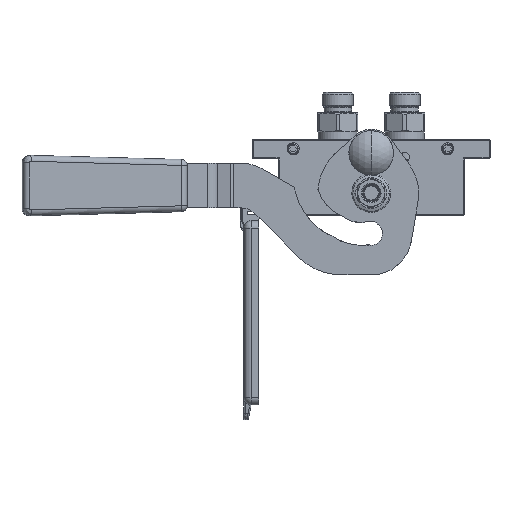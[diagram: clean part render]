
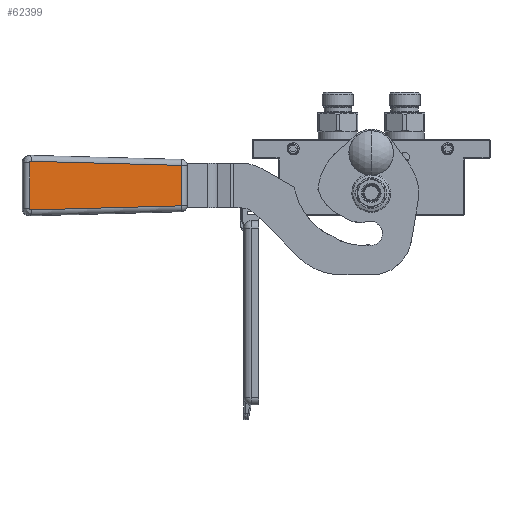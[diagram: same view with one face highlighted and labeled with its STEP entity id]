
A CAD part, front view. The second image highlights one B-rep face of the part: STEP entity #62399.
In plain terms, the highlighted face is planar.
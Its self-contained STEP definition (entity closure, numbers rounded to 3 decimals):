
#3770 = VERTEX_POINT ( 'NONE', #5994 ) ;
#5227 = EDGE_CURVE ( 'NONE', #19400, #56685, #17873, .T. ) ;
#5510 = CARTESIAN_POINT ( 'NONE',  ( -16.355, 15.934, -4.882 ) ) ;
#5994 = CARTESIAN_POINT ( 'NONE',  ( -13.607, 14.553, -107.054 ) ) ;
#7656 = VERTEX_POINT ( 'NONE', #86481 ) ;
#11686 = VERTEX_POINT ( 'NONE', #84939 ) ;
#12526 = CARTESIAN_POINT ( 'NONE',  ( -13.607, 14.553, -107.054 ) ) ;
#16759 = DIRECTION ( 'NONE',  ( 0.027, 0.014, 1. ) ) ;
#17518 = CARTESIAN_POINT ( 'NONE',  ( 50., 16., 0. ) ) ;
#17873 = B_SPLINE_CURVE_WITH_KNOTS ( 'NONE', 3,
 ( #63314, #33599, #48959, #85796, #41112, #64897, #35193, #79881, #5510, #20118, #72375 ),
 .UNSPECIFIED., .F., .F.,
 ( 4, 1, 1, 1, 1, 1, 1, 1, 4 ),
 ( 0., 0.125, 0.25, 0.375, 0.5, 0.625, 0.75, 0.875, 1. ),
 .UNSPECIFIED. ) ;
#18661 = EDGE_CURVE ( 'NONE', #7656, #11686, #74735, .T. ) ;
#19400 = VERTEX_POINT ( 'NONE', #26048 ) ;
#20118 = CARTESIAN_POINT ( 'NONE',  ( -16.364, 15.932, -5.014 ) ) ;
#20310 = CARTESIAN_POINT ( 'NONE',  ( 15.931, 15.943, -4.223 ) ) ;
#20525 = CARTESIAN_POINT ( 'NONE',  ( -16.363, 15.931, -5.081 ) ) ;
#22255 = CARTESIAN_POINT ( 'NONE',  ( 15.363, 15.945, -4.054 ) ) ;
#26048 = CARTESIAN_POINT ( 'NONE',  ( -15.363, 15.945, -4.054 ) ) ;
#33162 = B_SPLINE_CURVE_WITH_KNOTS ( 'NONE', 3,
 ( #41932, #86943, #44202, #87250, #50078, #96748, #20310, #52042, #96418, #59531, #22255 ),
 .UNSPECIFIED., .F., .F.,
 ( 4, 1, 1, 1, 1, 1, 1, 1, 4 ),
 ( 0., 0.125, 0.25, 0.375, 0.5, 0.625, 0.75, 0.875, 1. ),
 .UNSPECIFIED. ) ;
#33599 = CARTESIAN_POINT ( 'NONE',  ( -15.43, 15.945, -4.054 ) ) ;
#35193 = CARTESIAN_POINT ( 'NONE',  ( -16.209, 15.939, -4.509 ) ) ;
#37248 = CARTESIAN_POINT ( 'NONE',  ( 15.363, 15.945, -4.054 ) ) ;
#39995 = EDGE_CURVE ( 'NONE', #11686, #53323, #33162, .T. ) ;
#41112 = CARTESIAN_POINT ( 'NONE',  ( -15.931, 15.943, -4.223 ) ) ;
#41932 = CARTESIAN_POINT ( 'NONE',  ( 16.363, 15.931, -5.081 ) ) ;
#42622 = ORIENTED_EDGE ( 'NONE', *, *, #5227, .F. ) ;
#44202 = CARTESIAN_POINT ( 'NONE',  ( 16.355, 15.934, -4.882 ) ) ;
#46657 = LINE ( 'NONE', #20525, #80478 ) ;
#48959 = CARTESIAN_POINT ( 'NONE',  ( -15.562, 15.945, -4.067 ) ) ;
#50078 = CARTESIAN_POINT ( 'NONE',  ( 16.209, 15.939, -4.509 ) ) ;
#50361 = EDGE_LOOP ( 'NONE', ( #57758, #70921, #42622, #69475, #68987, #58093 ) ) ;
#52042 = CARTESIAN_POINT ( 'NONE',  ( 15.754, 15.944, -4.127 ) ) ;
#53323 = VERTEX_POINT ( 'NONE', #88607 ) ;
#53810 = DIRECTION ( 'NONE',  ( 0., -0.014, -1. ) ) ;
#56685 = VERTEX_POINT ( 'NONE', #67928 ) ;
#56890 = LINE ( 'NONE', #12526, #94283 ) ;
#57758 = ORIENTED_EDGE ( 'NONE', *, *, #63653, .F. ) ;
#57930 = AXIS2_PLACEMENT_3D ( 'NONE', #17518, #69088, #53810 ) ;
#58093 = ORIENTED_EDGE ( 'NONE', *, *, #18661, .F. ) ;
#59531 = CARTESIAN_POINT ( 'NONE',  ( 15.43, 15.945, -4.054 ) ) ;
#61613 = PLANE ( 'NONE',  #57930 ) ;
#61936 = VECTOR ( 'NONE', #16759, 1000. ) ;
#62399 = ADVANCED_FACE ( 'NONE', ( #65893 ), #61613, .F. ) ;
#63298 = VECTOR ( 'NONE', #65998, 1000. ) ;
#63314 = CARTESIAN_POINT ( 'NONE',  ( -15.363, 15.945, -4.054 ) ) ;
#63653 = EDGE_CURVE ( 'NONE', #3770, #7656, #56890, .T. ) ;
#64897 = CARTESIAN_POINT ( 'NONE',  ( -16.084, 15.941, -4.352 ) ) ;
#65893 = FACE_OUTER_BOUND ( 'NONE', #50361, .T. ) ;
#65998 = DIRECTION ( 'NONE',  ( -1., 0., 0. ) ) ;
#67928 = CARTESIAN_POINT ( 'NONE',  ( -16.363, 15.931, -5.081 ) ) ;
#68987 = ORIENTED_EDGE ( 'NONE', *, *, #39995, .F. ) ;
#69088 = DIRECTION ( 'NONE',  ( 0., -1., 0.014 ) ) ;
#69475 = ORIENTED_EDGE ( 'NONE', *, *, #75298, .F. ) ;
#70921 = ORIENTED_EDGE ( 'NONE', *, *, #79747, .F. ) ;
#72375 = CARTESIAN_POINT ( 'NONE',  ( -16.363, 15.931, -5.081 ) ) ;
#74735 = LINE ( 'NONE', #77120, #61936 ) ;
#75298 = EDGE_CURVE ( 'NONE', #53323, #19400, #76096, .T. ) ;
#76096 = LINE ( 'NONE', #37248, #63298 ) ;
#77120 = CARTESIAN_POINT ( 'NONE',  ( 13.607, 14.553, -107.054 ) ) ;
#79747 = EDGE_CURVE ( 'NONE', #56685, #3770, #46657, .T. ) ;
#79881 = CARTESIAN_POINT ( 'NONE',  ( -16.301, 15.937, -4.688 ) ) ;
#80478 = VECTOR ( 'NONE', #87763, 1000. ) ;
#84939 = CARTESIAN_POINT ( 'NONE',  ( 16.363, 15.931, -5.081 ) ) ;
#85796 = CARTESIAN_POINT ( 'NONE',  ( -15.754, 15.944, -4.127 ) ) ;
#86481 = CARTESIAN_POINT ( 'NONE',  ( 13.607, 14.553, -107.054 ) ) ;
#86614 = DIRECTION ( 'NONE',  ( 1., 0., 0. ) ) ;
#86943 = CARTESIAN_POINT ( 'NONE',  ( 16.364, 15.932, -5.014 ) ) ;
#87250 = CARTESIAN_POINT ( 'NONE',  ( 16.301, 15.937, -4.688 ) ) ;
#87763 = DIRECTION ( 'NONE',  ( 0.027, -0.014, -1. ) ) ;
#88607 = CARTESIAN_POINT ( 'NONE',  ( 15.363, 15.945, -4.054 ) ) ;
#94283 = VECTOR ( 'NONE', #86614, 1000. ) ;
#96418 = CARTESIAN_POINT ( 'NONE',  ( 15.562, 15.945, -4.067 ) ) ;
#96748 = CARTESIAN_POINT ( 'NONE',  ( 16.084, 15.941, -4.352 ) ) ;
